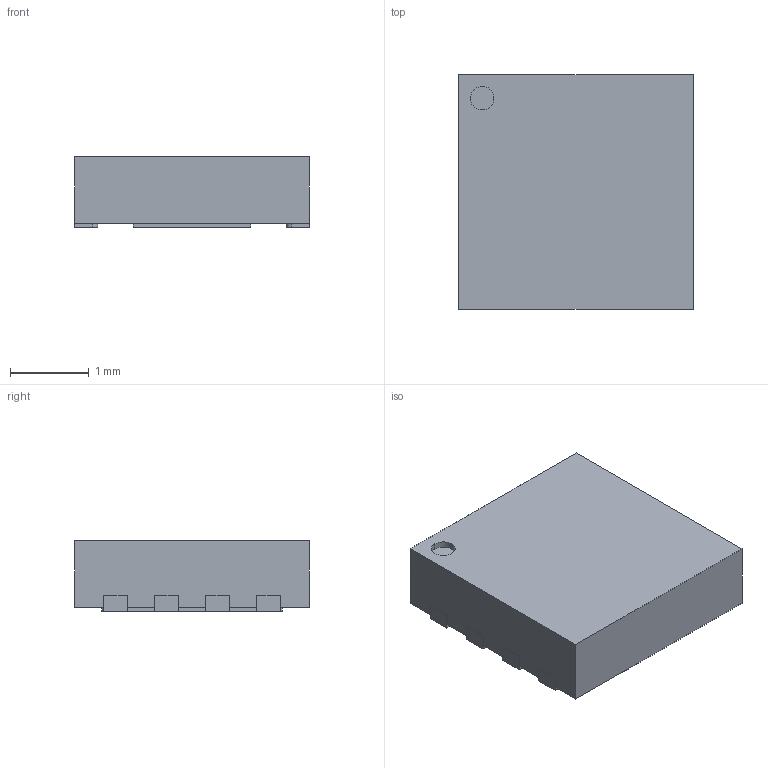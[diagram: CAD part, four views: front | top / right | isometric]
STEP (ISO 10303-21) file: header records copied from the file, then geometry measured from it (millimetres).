
FILE_DESCRIPTION(('FreeCAD Model'),'2;1');
FILE_NAME('User Library-DFN8N_65.step', '2017-08-19T11:07:20',('kicad StepUp'),('ksu MCAD'), 'Open CASCADE STEP processor 6.8','FreeCAD','Unknown');
FILE_SCHEMA(('AUTOMOTIVE_DESIGN_CC2 { 1 2 10303 214 -1 1 5 4 }'));
Length unit declared in the file: millimetre
Products named in the file (1): User_Library-DFN8N_65
Bounding box: 3 x 2.99 x 0.9 mm (x, y, z)
Volume: 7.8 mm3; surface area: 29 mm2
Topology: 1 solids, 1 shells, 79 faces, 225 edges, 150 vertices
Faces by surface type: plane 61, cylinder 18
Entity records: 3122 total; most frequent: CARTESIAN_POINT 455, ORIENTED_EDGE 450, DIRECTION 421, EDGE_CURVE 225, LINE 189, VECTOR 189, VERTEX_POINT 150, AXIS2_PLACEMENT_3D 116
